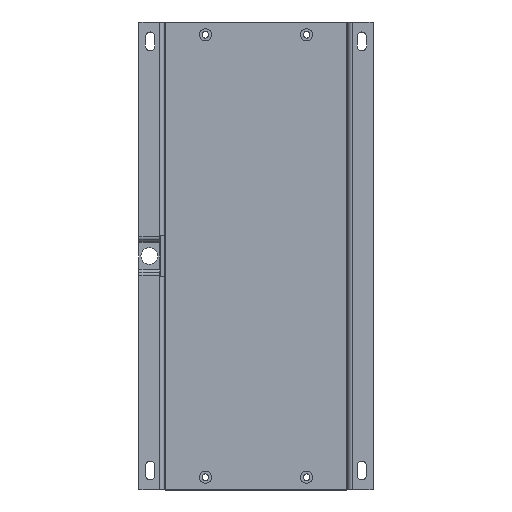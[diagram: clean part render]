
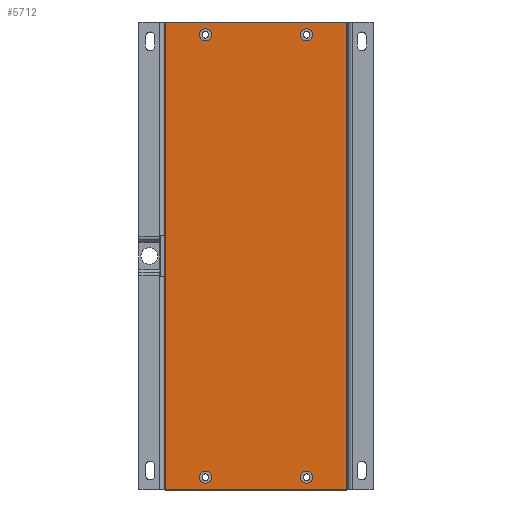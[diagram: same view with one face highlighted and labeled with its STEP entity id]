
A CAD part, top view. The second image highlights one B-rep face of the part: STEP entity #5712.
In plain terms, the highlighted planar face has unit normal (0, 0, 1).
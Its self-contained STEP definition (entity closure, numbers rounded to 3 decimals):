
#5712 = ADVANCED_FACE( 'NONE', ( #13447, #13448, #13449, #13450, #13451 ), #13452, .T. );
#13447 = FACE_OUTER_BOUND( '', #28164, .T. );
#13448 = FACE_BOUND( '', #28165, .T. );
#13449 = FACE_BOUND( '', #28166, .T. );
#13450 = FACE_BOUND( '', #28167, .T. );
#13451 = FACE_BOUND( '', #28168, .T. );
#13452 = PLANE( '', #28169 );
#28164 = EDGE_LOOP( '', ( #53283, #53284, #53285, #53286 ) );
#28165 = EDGE_LOOP( '', ( #53287 ) );
#28166 = EDGE_LOOP( '', ( #53288 ) );
#28167 = EDGE_LOOP( '', ( #53289 ) );
#28168 = EDGE_LOOP( '', ( #53290 ) );
#28169 = AXIS2_PLACEMENT_3D( '', #53291, #53292, #53293 );
#53283 = ORIENTED_EDGE( '', *, *, #79180, .T. );
#53284 = ORIENTED_EDGE( '', *, *, #77342, .T. );
#53285 = ORIENTED_EDGE( '', *, *, #77601, .F. );
#53286 = ORIENTED_EDGE( '', *, *, #78804, .F. );
#53287 = ORIENTED_EDGE( '', *, *, #79181, .F. );
#53288 = ORIENTED_EDGE( '', *, *, #79182, .F. );
#53289 = ORIENTED_EDGE( '', *, *, #79183, .F. );
#53290 = ORIENTED_EDGE( '', *, *, #79184, .F. );
#53291 = CARTESIAN_POINT( '', ( -49., 248., 0. ) );
#53292 = DIRECTION( '', ( 0., 0., 1. ) );
#53293 = DIRECTION( '', ( 1., 0., 0. ) );
#77342 = EDGE_CURVE( '', #92340, #92338, #92341, .T. );
#77601 = EDGE_CURVE( 'NONE', #92757, #92338, #92758, .T. );
#78804 = EDGE_CURVE( '', #94607, #92757, #94609, .T. );
#79180 = EDGE_CURVE( 'NONE', #94607, #92340, #95174, .T. );
#79181 = EDGE_CURVE( 'NONE', #95175, #95175, #95176, .T. );
#79182 = EDGE_CURVE( 'NONE', #95177, #95177, #95178, .T. );
#79183 = EDGE_CURVE( 'NONE', #95179, #95179, #95180, .T. );
#79184 = EDGE_CURVE( 'NONE', #95181, #95181, #95182, .T. );
#92338 = VERTEX_POINT( '', #117104 );
#92340 = VERTEX_POINT( '', #117106 );
#92341 = LINE( '', #117107, #117108 );
#92757 = VERTEX_POINT( '', #117851 );
#92758 = LINE( '', #117852, #117853 );
#94607 = VERTEX_POINT( '', #121348 );
#94609 = LINE( '', #121350, #121351 );
#95174 = LINE( '', #122549, #122550 );
#95175 = VERTEX_POINT( '', #122551 );
#95176 = CIRCLE( '', #122552, 3.25 );
#95177 = VERTEX_POINT( '', #122553 );
#95178 = CIRCLE( '', #122554, 3.25 );
#95179 = VERTEX_POINT( '', #122555 );
#95180 = CIRCLE( '', #122556, 3.25 );
#95181 = VERTEX_POINT( '', #122557 );
#95182 = CIRCLE( '', #122558, 3.25 );
#117104 = CARTESIAN_POINT( '', ( 48.5, -0.82, 0. ) );
#117106 = CARTESIAN_POINT( '', ( -48.5, -0.82, 0. ) );
#117107 = CARTESIAN_POINT( '', ( 48.5, -0.82, 0. ) );
#117108 = VECTOR( '', #141343, 1000. );
#117851 = CARTESIAN_POINT( '', ( 48.5, 248.82, 0. ) );
#117852 = CARTESIAN_POINT( '', ( 48.5, 248., 0. ) );
#117853 = VECTOR( '', #141631, 1000. );
#121348 = CARTESIAN_POINT( '', ( -48.5, 248.82, 0. ) );
#121350 = CARTESIAN_POINT( '', ( 48.5, 248.82, 0. ) );
#121351 = VECTOR( '', #142873, 1000. );
#122549 = CARTESIAN_POINT( '', ( -48.5, 248., 0. ) );
#122550 = VECTOR( '', #143238, 1000. );
#122551 = CARTESIAN_POINT( '', ( 30.25, 242., 0. ) );
#122552 = AXIS2_PLACEMENT_3D( '', #143239, #143240, #143241 );
#122553 = CARTESIAN_POINT( '', ( -23.75, 6., 0. ) );
#122554 = AXIS2_PLACEMENT_3D( '', #143242, #143243, #143244 );
#122555 = CARTESIAN_POINT( '', ( 23.75, 6., 0. ) );
#122556 = AXIS2_PLACEMENT_3D( '', #143245, #143246, #143247 );
#122557 = CARTESIAN_POINT( '', ( -30.25, 242., 0. ) );
#122558 = AXIS2_PLACEMENT_3D( '', #143248, #143249, #143250 );
#141343 = DIRECTION( '', ( 1., 0., 0. ) );
#141631 = DIRECTION( '', ( 0., -1., 0. ) );
#142873 = DIRECTION( '', ( 1., 0., 0. ) );
#143238 = DIRECTION( '', ( 0., -1., 0. ) );
#143239 = CARTESIAN_POINT( '', ( 27., 242., 0. ) );
#143240 = DIRECTION( '', ( 0., 0., 1. ) );
#143241 = DIRECTION( '', ( 1., 0., 0. ) );
#143242 = CARTESIAN_POINT( '', ( -27., 6., 0. ) );
#143243 = DIRECTION( '', ( 0., 0., 1. ) );
#143244 = DIRECTION( '', ( 1., 0., 0. ) );
#143245 = CARTESIAN_POINT( '', ( 27., 6., 0. ) );
#143246 = DIRECTION( '', ( 0., 0., 1. ) );
#143247 = DIRECTION( '', ( -1., 0., 0. ) );
#143248 = CARTESIAN_POINT( '', ( -27., 242., 0. ) );
#143249 = DIRECTION( '', ( 0., 0., 1. ) );
#143250 = DIRECTION( '', ( -1., 0., 0. ) );
